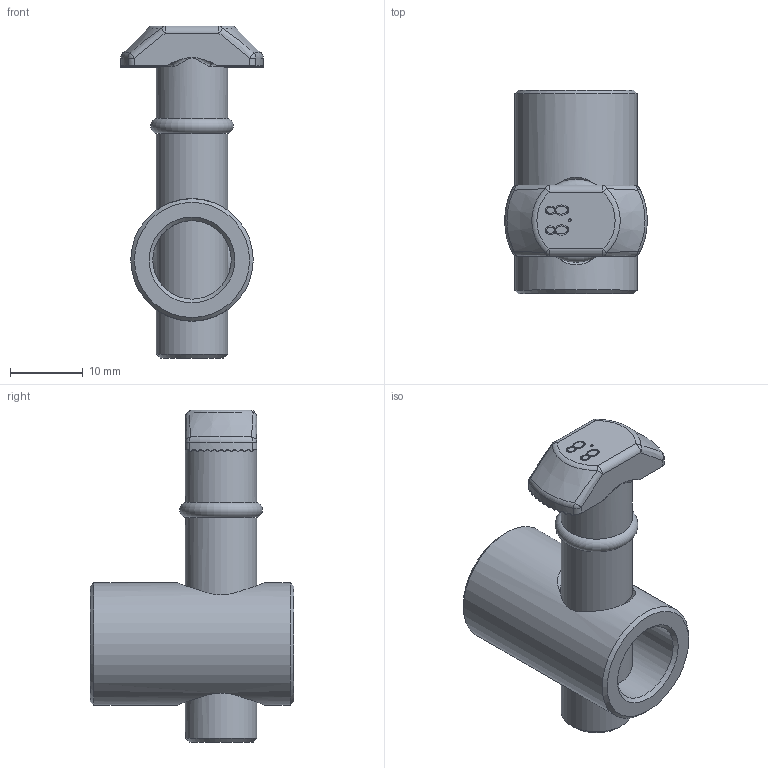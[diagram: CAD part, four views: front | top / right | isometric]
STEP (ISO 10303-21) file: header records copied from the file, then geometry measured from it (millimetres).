
FILE_DESCRIPTION(/* description */ ('Translator using VaultInventorServer'),/* implementation_level */ '2;1');
FILE_NAME(/* name */ 'CGIPD0000095_A.stp',/* time_stamp */ '2024-09-09T09:29:13+02:00',/* author */ (''),/* organization */ (''),/* preprocessor_version */ 'ST-DEVELOPER v18.1',/* originating_system */ 'Autodesk Inventor 2022',/* authorisation */ '');
FILE_SCHEMA (('AUTOMOTIVE_DESIGN { 1 0 10303 214 3 1 1 }'));
Length unit declared in the file: millimetre
Products named in the file (5): CGIPD0000095; 440000032728; 440000032727; 440000032729; 440000032730
Assembly tree (4 placements, depth 2):
  CGIPD0000095
    440000032728
    440000032727
    440000032729
    440000032730
Bounding box: 19.6 x 28 x 45.7 mm (x, y, z)
Volume: 7580.9 mm3; surface area: 5673.2 mm2
Topology: 4 solids, 4 shells, 233 faces, 624 edges, 402 vertices
Faces by surface type: plane 74, cylinder 65, bspline 44, cone 32, sphere 9, torus 9
Full cylindrical faces by diameter (mm): 7.2 x1, 9.8 x2, 10.05 x2, 10.8 x1, 12 x8, 16.85 x1
Entity records: 10815 total; most frequent: CARTESIAN_POINT 5225, ORIENTED_EDGE 1240, DIRECTION 989, EDGE_CURVE 620, VERTEX_POINT 402, AXIS2_PLACEMENT_3D 388, EDGE_LOOP 248, FACE_OUTER_BOUND 233
